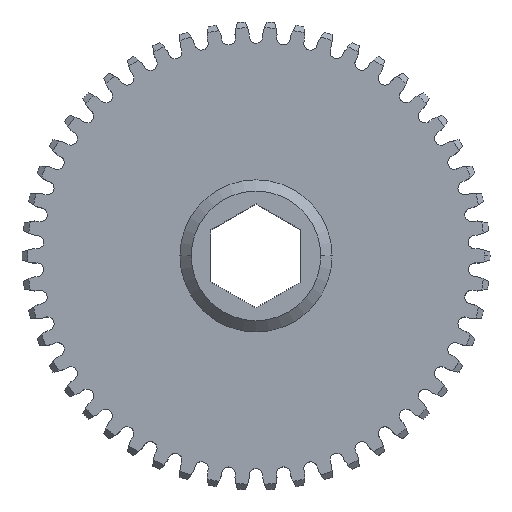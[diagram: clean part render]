
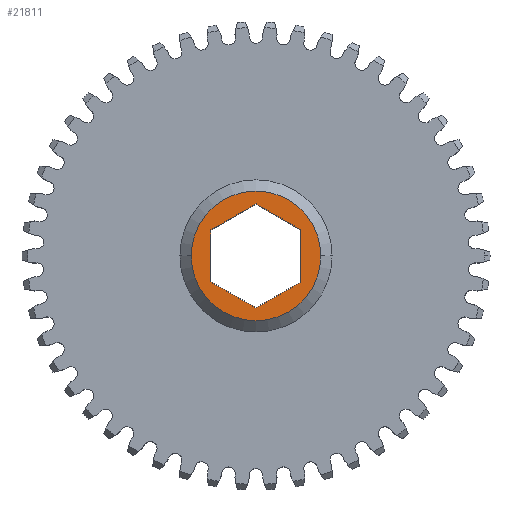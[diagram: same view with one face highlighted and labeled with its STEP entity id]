
A CAD part, top view. The second image highlights one B-rep face of the part: STEP entity #21811.
In plain terms, the highlighted planar face has unit normal (0, 0, 1).
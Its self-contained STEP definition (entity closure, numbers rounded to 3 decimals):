
#263 = VERTEX_POINT ( 'NONE', #8281 ) ;
#369 = CARTESIAN_POINT ( 'NONE',  ( -9.144, 0., 6.35 ) ) ;
#383 = DIRECTION ( 'NONE',  ( 0., 0., -1. ) ) ;
#811 = EDGE_CURVE ( 'NONE', #22031, #23731, #9404, .T. ) ;
#2230 = CARTESIAN_POINT ( 'NONE',  ( 6.35, 0., 6.35 ) ) ;
#3176 = VERTEX_POINT ( 'NONE', #17149 ) ;
#3486 = DIRECTION ( 'NONE',  ( 0., 0., -1. ) ) ;
#4140 = EDGE_LOOP ( 'NONE', ( #22045, #17846 ) ) ;
#4378 = CARTESIAN_POINT ( 'NONE',  ( 6.35, 3.666, 6.35 ) ) ;
#4839 = DIRECTION ( 'NONE',  ( 1., 0., 0. ) ) ;
#4999 = ORIENTED_EDGE ( 'NONE', *, *, #811, .F. ) ;
#6063 = ORIENTED_EDGE ( 'NONE', *, *, #16986, .F. ) ;
#6066 = AXIS2_PLACEMENT_3D ( 'NONE', #19496, #383, #23474 ) ;
#6694 = DIRECTION ( 'NONE',  ( 0., 0., 1. ) ) ;
#6984 = DIRECTION ( 'NONE',  ( 0.866, -0.5, 0. ) ) ;
#7361 = DIRECTION ( 'NONE',  ( -0.866, 0.5, 0. ) ) ;
#7856 = LINE ( 'NONE', #15409, #18376 ) ;
#7894 = EDGE_CURVE ( 'NONE', #23731, #263, #20798, .T. ) ;
#8013 = VERTEX_POINT ( 'NONE', #4378 ) ;
#8184 = LINE ( 'NONE', #2230, #20612 ) ;
#8281 = CARTESIAN_POINT ( 'NONE',  ( -6.35, -3.666, 6.35 ) ) ;
#8954 = CARTESIAN_POINT ( 'NONE',  ( 3.175, 5.499, 6.35 ) ) ;
#9106 = ORIENTED_EDGE ( 'NONE', *, *, #7894, .F. ) ;
#9225 = DIRECTION ( 'NONE',  ( 0., -1., 0. ) ) ;
#9404 = LINE ( 'NONE', #14127, #23793 ) ;
#9789 = DIRECTION ( 'NONE',  ( 0., 1., 0. ) ) ;
#9809 = VECTOR ( 'NONE', #9225, 1000. ) ;
#9998 = CARTESIAN_POINT ( 'NONE',  ( 0., -7.332, 6.35 ) ) ;
#10430 = EDGE_CURVE ( 'NONE', #23164, #17867, #14938, .T. ) ;
#10850 = EDGE_CURVE ( 'NONE', #3176, #16354, #16774, .T. ) ;
#11135 = CARTESIAN_POINT ( 'NONE',  ( 6.35, -3.666, 6.35 ) ) ;
#11391 = EDGE_CURVE ( 'NONE', #263, #23164, #7856, .T. ) ;
#12410 = ORIENTED_EDGE ( 'NONE', *, *, #10430, .F. ) ;
#12521 = FACE_OUTER_BOUND ( 'NONE', #4140, .T. ) ;
#13365 = VECTOR ( 'NONE', #7361, 1000. ) ;
#14127 = CARTESIAN_POINT ( 'NONE',  ( -3.175, 5.499, 6.35 ) ) ;
#14853 = CARTESIAN_POINT ( 'NONE',  ( -6.35, 3.666, 6.35 ) ) ;
#14938 = LINE ( 'NONE', #15292, #21947 ) ;
#15039 = LINE ( 'NONE', #8954, #13365 ) ;
#15292 = CARTESIAN_POINT ( 'NONE',  ( 3.175, -5.499, 6.35 ) ) ;
#15409 = CARTESIAN_POINT ( 'NONE',  ( -3.175, -5.499, 6.35 ) ) ;
#16120 = FACE_BOUND ( 'NONE', #17187, .T. ) ;
#16354 = VERTEX_POINT ( 'NONE', #369 ) ;
#16397 = DIRECTION ( 'NONE',  ( -1., 0., 0. ) ) ;
#16774 = CIRCLE ( 'NONE', #6066, 9.144 ) ;
#16986 = EDGE_CURVE ( 'NONE', #8013, #22031, #15039, .T. ) ;
#17149 = CARTESIAN_POINT ( 'NONE',  ( 9.144, 0., 6.35 ) ) ;
#17187 = EDGE_LOOP ( 'NONE', ( #20311, #9106, #4999, #6063, #18320, #12410 ) ) ;
#17480 = DIRECTION ( 'NONE',  ( -0.866, -0.5, 0. ) ) ;
#17719 = CARTESIAN_POINT ( 'NONE',  ( 0., 7.332, 6.35 ) ) ;
#17846 = ORIENTED_EDGE ( 'NONE', *, *, #10850, .F. ) ;
#17867 = VERTEX_POINT ( 'NONE', #11135 ) ;
#18116 = CARTESIAN_POINT ( 'NONE',  ( 0., 0., 6.35 ) ) ;
#18320 = ORIENTED_EDGE ( 'NONE', *, *, #23575, .F. ) ;
#18376 = VECTOR ( 'NONE', #6984, 1000. ) ;
#18524 = EDGE_CURVE ( 'NONE', #16354, #3176, #22472, .T. ) ;
#18559 = AXIS2_PLACEMENT_3D ( 'NONE', #18116, #6694, #4839 ) ;
#18915 = CARTESIAN_POINT ( 'NONE',  ( -6.35, 0., 6.35 ) ) ;
#19496 = CARTESIAN_POINT ( 'NONE',  ( 0., 0., 6.35 ) ) ;
#20311 = ORIENTED_EDGE ( 'NONE', *, *, #11391, .F. ) ;
#20612 = VECTOR ( 'NONE', #9789, 1000. ) ;
#20678 = DIRECTION ( 'NONE',  ( 0.866, 0.5, 0. ) ) ;
#20798 = LINE ( 'NONE', #18915, #9809 ) ;
#21811 = ADVANCED_FACE ( 'NONE', ( #16120, #12521 ), #22225, .T. ) ;
#21947 = VECTOR ( 'NONE', #20678, 1000. ) ;
#22031 = VERTEX_POINT ( 'NONE', #17719 ) ;
#22045 = ORIENTED_EDGE ( 'NONE', *, *, #18524, .F. ) ;
#22225 = PLANE ( 'NONE',  #18559 ) ;
#22472 = CIRCLE ( 'NONE', #24438, 9.144 ) ;
#23164 = VERTEX_POINT ( 'NONE', #9998 ) ;
#23474 = DIRECTION ( 'NONE',  ( -1., 0., 0. ) ) ;
#23575 = EDGE_CURVE ( 'NONE', #17867, #8013, #8184, .T. ) ;
#23731 = VERTEX_POINT ( 'NONE', #14853 ) ;
#23793 = VECTOR ( 'NONE', #17480, 1000. ) ;
#24092 = CARTESIAN_POINT ( 'NONE',  ( 0., 0., 6.35 ) ) ;
#24438 = AXIS2_PLACEMENT_3D ( 'NONE', #24092, #3486, #16397 ) ;
